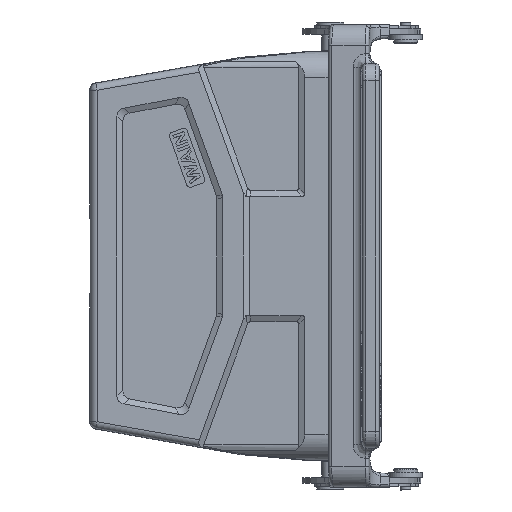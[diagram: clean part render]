
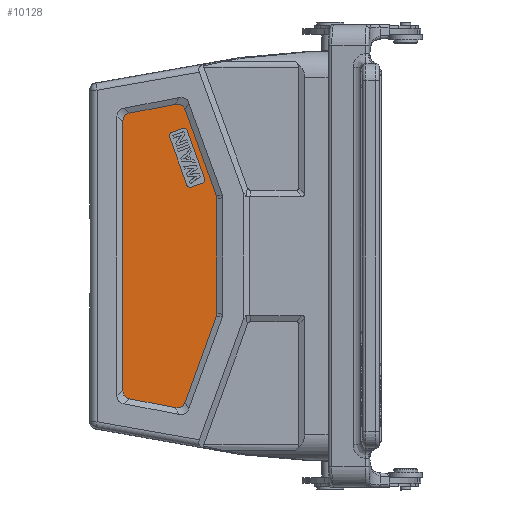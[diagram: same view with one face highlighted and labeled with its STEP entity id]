
A CAD part, left-side view. The second image highlights one B-rep face of the part: STEP entity #10128.
In plain terms, the highlighted planar face has unit normal (-1, 0, 0).
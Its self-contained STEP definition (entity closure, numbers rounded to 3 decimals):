
#3151=ELLIPSE('',#27937,12.292,5.);
#3152=ELLIPSE('',#27938,12.292,5.);
#3153=ELLIPSE('',#27939,12.433,5.);
#3154=ELLIPSE('',#27940,10.116,5.);
#3155=ELLIPSE('',#27941,10.116,5.);
#3156=ELLIPSE('',#27942,12.433,5.);
#3412=FACE_BOUND('',#12941,.T.);
#3413=FACE_BOUND('',#12942,.T.);
#4354=CIRCLE('',#27921,1.);
#4356=CIRCLE('',#27924,1.);
#4357=CIRCLE('',#27927,1.);
#4360=CIRCLE('',#27932,1.);
#5372=PLANE('',#27943);
#6506=LINE('',#41840,#8445);
#6510=LINE('',#41852,#8449);
#6515=LINE('',#41865,#8454);
#6517=LINE('',#41869,#8456);
#6518=LINE('',#41874,#8457);
#6519=LINE('',#41878,#8458);
#6520=LINE('',#41882,#8459);
#6521=LINE('',#41886,#8460);
#6522=LINE('',#41890,#8461);
#6523=LINE('',#41894,#8462);
#8445=VECTOR('',#31940,1.);
#8449=VECTOR('',#31952,1.);
#8454=VECTOR('',#31965,1.);
#8456=VECTOR('',#31971,1.);
#8457=VECTOR('',#31976,1.);
#8458=VECTOR('',#31979,1.);
#8459=VECTOR('',#31982,1.);
#8460=VECTOR('',#31985,1.);
#8461=VECTOR('',#31988,1.);
#8462=VECTOR('',#31991,1.);
#10128=ADVANCED_FACE('',(#3412,#3413),#5372,.F.);
#12941=EDGE_LOOP('',(#16111,#16112,#16113,#16114,#16115,#16116,#16117,#16118));
#12942=EDGE_LOOP('',(#16119,#16120,#16121,#16122,#16123,#16124,#16125,#16126,
#16127,#16128,#16129,#16130));
#16111=ORIENTED_EDGE('',*,*,#24446,.F.);
#16112=ORIENTED_EDGE('',*,*,#24464,.F.);
#16113=ORIENTED_EDGE('',*,*,#24462,.F.);
#16114=ORIENTED_EDGE('',*,*,#24457,.F.);
#16115=ORIENTED_EDGE('',*,*,#24454,.F.);
#16116=ORIENTED_EDGE('',*,*,#24451,.F.);
#16117=ORIENTED_EDGE('',*,*,#24450,.F.);
#16118=ORIENTED_EDGE('',*,*,#24466,.F.);
#16119=ORIENTED_EDGE('',*,*,#24467,.T.);
#16120=ORIENTED_EDGE('',*,*,#24468,.T.);
#16121=ORIENTED_EDGE('',*,*,#24469,.T.);
#16122=ORIENTED_EDGE('',*,*,#24470,.T.);
#16123=ORIENTED_EDGE('',*,*,#24471,.T.);
#16124=ORIENTED_EDGE('',*,*,#24472,.T.);
#16125=ORIENTED_EDGE('',*,*,#24473,.T.);
#16126=ORIENTED_EDGE('',*,*,#24474,.T.);
#16127=ORIENTED_EDGE('',*,*,#24475,.T.);
#16128=ORIENTED_EDGE('',*,*,#24476,.T.);
#16129=ORIENTED_EDGE('',*,*,#24477,.T.);
#16130=ORIENTED_EDGE('',*,*,#24478,.T.);
#21752=VERTEX_POINT('',#41824);
#21754=VERTEX_POINT('',#41828);
#21756=VERTEX_POINT('',#41833);
#21758=VERTEX_POINT('',#41837);
#21759=VERTEX_POINT('',#41841);
#21761=VERTEX_POINT('',#41847);
#21763=VERTEX_POINT('',#41853);
#21766=VERTEX_POINT('',#41860);
#21767=VERTEX_POINT('',#41872);
#21768=VERTEX_POINT('',#41873);
#21769=VERTEX_POINT('',#41875);
#21770=VERTEX_POINT('',#41877);
#21771=VERTEX_POINT('',#41879);
#21772=VERTEX_POINT('',#41881);
#21773=VERTEX_POINT('',#41883);
#21774=VERTEX_POINT('',#41885);
#21775=VERTEX_POINT('',#41887);
#21776=VERTEX_POINT('',#41889);
#21777=VERTEX_POINT('',#41891);
#21778=VERTEX_POINT('',#41893);
#24446=EDGE_CURVE('',#21754,#21752,#4354,.T.);
#24450=EDGE_CURVE('',#21758,#21756,#4356,.T.);
#24451=EDGE_CURVE('',#21756,#21759,#6506,.T.);
#24454=EDGE_CURVE('',#21759,#21761,#4357,.T.);
#24457=EDGE_CURVE('',#21761,#21763,#6510,.T.);
#24462=EDGE_CURVE('',#21763,#21766,#4360,.T.);
#24464=EDGE_CURVE('',#21766,#21754,#6515,.T.);
#24466=EDGE_CURVE('',#21752,#21758,#6517,.T.);
#24467=EDGE_CURVE('',#21767,#21768,#3151,.T.);
#24468=EDGE_CURVE('',#21768,#21769,#6518,.T.);
#24469=EDGE_CURVE('',#21769,#21770,#3152,.T.);
#24470=EDGE_CURVE('',#21770,#21771,#6519,.T.);
#24471=EDGE_CURVE('',#21771,#21772,#3153,.T.);
#24472=EDGE_CURVE('',#21772,#21773,#6520,.T.);
#24473=EDGE_CURVE('',#21773,#21774,#3154,.T.);
#24474=EDGE_CURVE('',#21774,#21775,#6521,.T.);
#24475=EDGE_CURVE('',#21775,#21776,#3155,.T.);
#24476=EDGE_CURVE('',#21776,#21777,#6522,.T.);
#24477=EDGE_CURVE('',#21777,#21778,#3156,.T.);
#24478=EDGE_CURVE('',#21778,#21767,#6523,.T.);
#27921=AXIS2_PLACEMENT_3D('',#41829,#31928,#31929);
#27924=AXIS2_PLACEMENT_3D('',#41838,#31936,#31937);
#27927=AXIS2_PLACEMENT_3D('',#41846,#31945,#31946);
#27932=AXIS2_PLACEMENT_3D('',#41862,#31960,#31961);
#27937=AXIS2_PLACEMENT_3D('',#41871,#31974,#31975);
#27938=AXIS2_PLACEMENT_3D('',#41876,#31977,#31978);
#27939=AXIS2_PLACEMENT_3D('',#41880,#31980,#31981);
#27940=AXIS2_PLACEMENT_3D('',#41884,#31983,#31984);
#27941=AXIS2_PLACEMENT_3D('',#41888,#31986,#31987);
#27942=AXIS2_PLACEMENT_3D('',#41892,#31989,#31990);
#27943=AXIS2_PLACEMENT_3D('',#41895,#31992,#31993);
#31928=DIRECTION('',(-1.,0.,0.));
#31929=DIRECTION('',(0.,0.,-1.));
#31936=DIRECTION('',(-1.,0.,0.));
#31937=DIRECTION('',(0.,0.,-1.));
#31940=DIRECTION('',(0.,0.94,-0.342));
#31945=DIRECTION('',(-1.,0.,0.));
#31946=DIRECTION('',(0.,0.,-1.));
#31952=DIRECTION('',(0.,-0.342,-0.94));
#31960=DIRECTION('',(-1.,0.,0.));
#31961=DIRECTION('',(0.,0.,-1.));
#31965=DIRECTION('',(0.,-0.94,0.342));
#31971=DIRECTION('',(0.,0.342,0.94));
#31974=DIRECTION('',(-1.,0.,0.));
#31975=DIRECTION('',(0.,0.771,0.637));
#31976=DIRECTION('',(0.,0.,-1.));
#31977=DIRECTION('',(-1.,0.,0.));
#31978=DIRECTION('',(0.,0.771,-0.637));
#31979=DIRECTION('',(0.,-0.982,-0.19));
#31980=DIRECTION('',(-1.,0.,0.));
#31981=DIRECTION('',(0.,-0.493,-0.87));
#31982=DIRECTION('',(0.,-0.342,0.94));
#31983=DIRECTION('',(-1.,0.,0.));
#31984=DIRECTION('',(0.,-0.985,-0.174));
#31985=DIRECTION('',(0.,0.,1.));
#31986=DIRECTION('',(-1.,0.,0.));
#31987=DIRECTION('',(0.,-0.985,0.174));
#31988=DIRECTION('',(0.,0.342,0.94));
#31989=DIRECTION('',(-1.,0.,0.));
#31990=DIRECTION('',(0.,-0.493,0.87));
#31991=DIRECTION('',(0.,0.982,-0.19));
#31992=DIRECTION('',(1.,0.,0.));
#31993=DIRECTION('',(0.,1.,0.));
#41824=CARTESIAN_POINT('',(-21.5,-12.266,22.663));
#41828=CARTESIAN_POINT('',(-21.5,-11.668,21.382));
#41829=CARTESIAN_POINT('',(-21.5,-11.326,22.321));
#41833=CARTESIAN_POINT('',(-21.5,-5.854,37.356));
#41837=CARTESIAN_POINT('',(-21.5,-7.136,36.759));
#41838=CARTESIAN_POINT('',(-21.5,-6.196,36.417));
#41840=CARTESIAN_POINT('',(-21.5,-6.794,37.698));
#41841=CARTESIAN_POINT('',(-21.5,-2.565,36.159));
#41846=CARTESIAN_POINT('',(-21.5,-2.907,35.22));
#41847=CARTESIAN_POINT('',(-21.5,-1.967,34.878));
#41852=CARTESIAN_POINT('',(-21.5,-1.625,35.817));
#41853=CARTESIAN_POINT('',(-21.5,-7.098,20.782));
#41860=CARTESIAN_POINT('',(-21.5,-8.379,20.185));
#41862=CARTESIAN_POINT('',(-21.5,-8.037,21.124));
#41865=CARTESIAN_POINT('',(-21.5,-7.44,19.843));
#41869=CARTESIAN_POINT('',(-21.5,-12.608,21.724));
#41871=CARTESIAN_POINT('',(-21.5,1.683,33.215));
#41872=CARTESIAN_POINT('',(-21.5,9.658,41.859));
#41873=CARTESIAN_POINT('',(-21.5,11.683,39.405));
#41874=CARTESIAN_POINT('',(-21.5,11.683,0.));
#41875=CARTESIAN_POINT('',(-21.5,11.683,-39.405));
#41876=CARTESIAN_POINT('',(-21.5,1.683,-33.215));
#41877=CARTESIAN_POINT('',(-21.5,9.658,-41.859));
#41878=CARTESIAN_POINT('',(-21.5,8.143,-42.152));
#41879=CARTESIAN_POINT('',(-21.5,-3.695,-44.439));
#41880=CARTESIAN_POINT('',(-21.5,0.69,-33.407));
#41881=CARTESIAN_POINT('',(-21.5,-6.519,-42.839));
#41882=CARTESIAN_POINT('',(-21.5,-19.524,-7.106));
#41883=CARTESIAN_POINT('',(-21.5,-15.702,-17.609));
#41884=CARTESIAN_POINT('',(-21.5,-5.853,-15.431));
#41885=CARTESIAN_POINT('',(-21.5,-15.853,-16.754));
#41886=CARTESIAN_POINT('',(-21.5,-15.853,0.));
#41887=CARTESIAN_POINT('',(-21.5,-15.853,16.754));
#41888=CARTESIAN_POINT('',(-21.5,-5.853,15.431));
#41889=CARTESIAN_POINT('',(-21.5,-15.702,17.609));
#41890=CARTESIAN_POINT('',(-21.5,-19.524,7.106));
#41891=CARTESIAN_POINT('',(-21.5,-6.519,42.839));
#41892=CARTESIAN_POINT('',(-21.5,0.69,33.407));
#41893=CARTESIAN_POINT('',(-21.5,-3.695,44.439));
#41894=CARTESIAN_POINT('',(-21.5,8.143,42.152));
#41895=CARTESIAN_POINT('',(-21.5,0.,0.));
